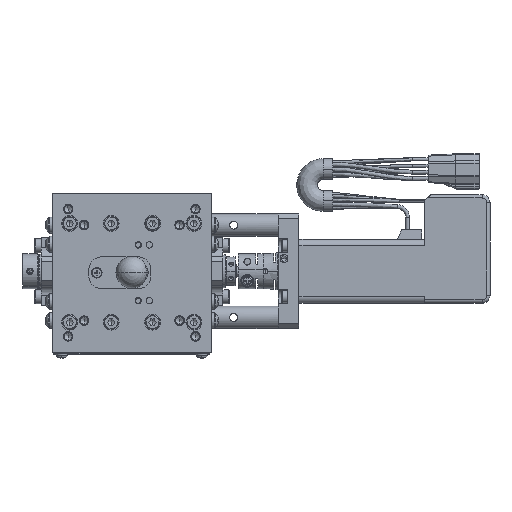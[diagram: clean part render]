
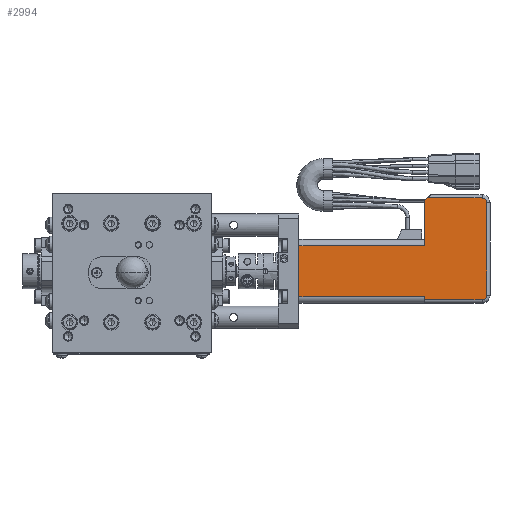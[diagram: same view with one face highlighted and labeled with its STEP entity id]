
A CAD part, top view. The second image highlights one B-rep face of the part: STEP entity #2994.
In plain terms, the highlighted planar face has unit normal (0, 0, 1).
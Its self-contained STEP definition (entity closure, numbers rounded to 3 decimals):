
#2994=ADVANCED_FACE('',(#30370),#30369,.F.);
#30369=PLANE('',#50035);
#30370=FACE_OUTER_BOUND('',#50036,.T.);
#50032=CARTESIAN_POINT('',(46.6,-11.7,16.));
#50033=DIRECTION('',(0.,0.,-1.));
#50034=DIRECTION('',(0.,1.,0.));
#50035=AXIS2_PLACEMENT_3D('',#50032,#50033,#50034);
#50036=EDGE_LOOP('',(#64106,#64107,#64108,#64109,#64110,#64111,#64112,#64113,#64114,#64115,#64116));
#64106=ORIENTED_EDGE('',*,*,#71165,.T.);
#64107=ORIENTED_EDGE('',*,*,#71119,.T.);
#64108=ORIENTED_EDGE('',*,*,#71161,.F.);
#64109=ORIENTED_EDGE('',*,*,#71188,.T.);
#64110=ORIENTED_EDGE('',*,*,#71184,.T.);
#64111=ORIENTED_EDGE('',*,*,#71143,.T.);
#64112=ORIENTED_EDGE('',*,*,#71140,.T.);
#64113=ORIENTED_EDGE('',*,*,#71137,.T.);
#64114=ORIENTED_EDGE('',*,*,#71174,.T.);
#64115=ORIENTED_EDGE('',*,*,#71189,.F.);
#64116=ORIENTED_EDGE('',*,*,#71190,.T.);
#71119=EDGE_CURVE('',#115092,#115134,#115141,.T.);
#71137=EDGE_CURVE('',#115245,#115260,#115267,.T.);
#71140=EDGE_CURVE('',#115273,#115245,#115287,.T.);
#71143=EDGE_CURVE('',#115293,#115273,#115307,.T.);
#71161=EDGE_CURVE('',#115425,#115134,#115426,.T.);
#71165=EDGE_CURVE('',#115452,#115092,#115453,.T.);
#71174=EDGE_CURVE('',#115260,#115511,#115512,.T.);
#71184=EDGE_CURVE('',#115578,#115293,#115579,.T.);
#71188=EDGE_CURVE('',#115425,#115578,#115603,.T.);
#71189=EDGE_CURVE('',#115609,#115511,#115610,.T.);
#71190=EDGE_CURVE('',#115609,#115452,#115616,.T.);
#115092=VERTEX_POINT('',#144572);
#115134=VERTEX_POINT('',#144599);
#115141=LINE('',#144604,#144605);
#115245=VERTEX_POINT('',#144677);
#115260=VERTEX_POINT('',#144688);
#115267=CIRCLE('',#144696,1.5);
#115273=VERTEX_POINT('',#144697);
#115287=LINE('',#144706,#144707);
#115293=VERTEX_POINT('',#144709);
#115307=CIRCLE('',#144722,1.5);
#115425=VERTEX_POINT('',#144793);
#115426=LINE('',#144794,#144795);
#115452=VERTEX_POINT('',#144809);
#115453=LINE('',#144810,#144811);
#115511=VERTEX_POINT('',#144857);
#115512=LINE('',#144858,#144859);
#115578=VERTEX_POINT('',#144899);
#115579=LINE('',#144900,#144901);
#115603=LINE('',#144913,#144914);
#115609=VERTEX_POINT('',#144916);
#115610=LINE('',#144917,#144918);
#115616=LINE('',#144920,#144921);
#144572=CARTESIAN_POINT('',(52.5,8.5,16.));
#144599=CARTESIAN_POINT('',(52.5,-7.5,16.));
#144604=CARTESIAN_POINT('',(52.5,8.5,16.));
#144605=VECTOR('',#144606,16.);
#144606=DIRECTION('',(0.,-1.,0.));
#144677=CARTESIAN_POINT('',(111.5,22.,16.));
#144688=CARTESIAN_POINT('',(110.,23.5,16.));
#144693=CARTESIAN_POINT('',(110.,22.,16.));
#144694=DIRECTION('',(0.,0.,1.));
#144695=DIRECTION('',(-1.,0.,0.));
#144696=AXIS2_PLACEMENT_3D('',#144693,#144694,#144695);
#144697=CARTESIAN_POINT('',(111.5,-7.,16.));
#144706=CARTESIAN_POINT('',(111.5,-7.,16.));
#144707=VECTOR('',#144708,29.);
#144708=DIRECTION('',(0.,1.,0.));
#144709=CARTESIAN_POINT('',(110.,-8.5,16.));
#144719=CARTESIAN_POINT('',(110.,-7.,16.));
#144720=DIRECTION('',(0.,0.,1.));
#144721=DIRECTION('',(0.,1.,0.));
#144722=AXIS2_PLACEMENT_3D('',#144719,#144720,#144721);
#144793=CARTESIAN_POINT('',(92.,-7.5,16.));
#144794=CARTESIAN_POINT('',(92.,-7.5,16.));
#144795=VECTOR('',#144796,39.5);
#144796=DIRECTION('',(-1.,0.,0.));
#144809=CARTESIAN_POINT('',(92.,8.5,16.));
#144810=CARTESIAN_POINT('',(92.,8.5,16.));
#144811=VECTOR('',#144812,39.5);
#144812=DIRECTION('',(-1.,0.,0.));
#144857=CARTESIAN_POINT('',(92.947,23.5,16.));
#144858=CARTESIAN_POINT('',(110.,23.5,16.));
#144859=VECTOR('',#144860,17.053);
#144860=DIRECTION('',(-1.,0.,0.));
#144899=CARTESIAN_POINT('',(92.,-8.5,16.));
#144900=CARTESIAN_POINT('',(92.,-8.5,16.));
#144901=VECTOR('',#144902,18.);
#144902=DIRECTION('',(1.,0.,0.));
#144913=CARTESIAN_POINT('',(92.,-7.5,16.));
#144914=VECTOR('',#144915,1.);
#144915=DIRECTION('',(0.,-1.,0.));
#144916=CARTESIAN_POINT('',(92.,22.6,16.));
#144917=CARTESIAN_POINT('',(92.,22.6,16.));
#144918=VECTOR('',#144919,1.307);
#144919=DIRECTION('',(0.725,0.689,0.));
#144920=CARTESIAN_POINT('',(92.,22.6,16.));
#144921=VECTOR('',#144922,14.1);
#144922=DIRECTION('',(0.,-1.,0.));
